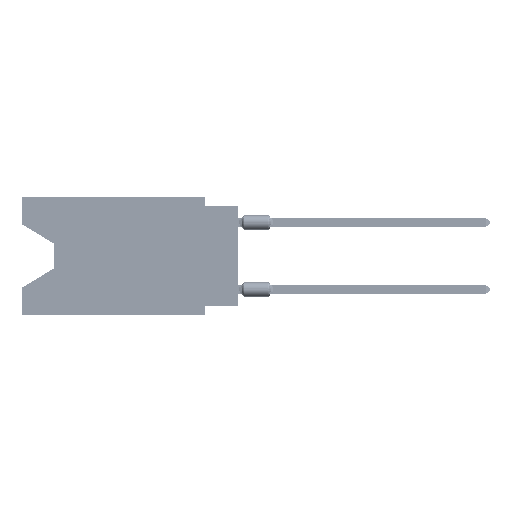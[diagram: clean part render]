
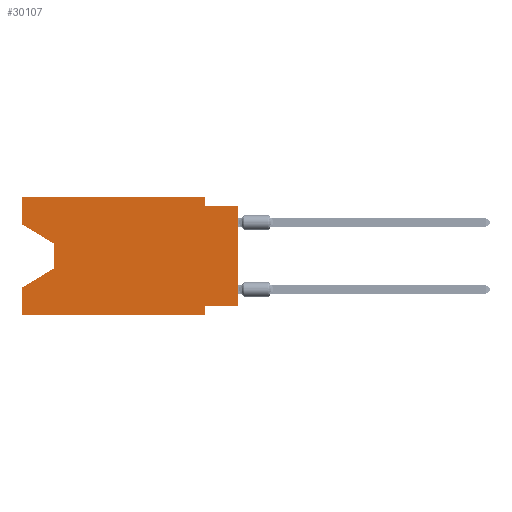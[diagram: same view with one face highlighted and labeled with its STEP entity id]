
A CAD part, left-side view. The second image highlights one B-rep face of the part: STEP entity #30107.
In plain terms, the highlighted planar face has unit normal (-1, 0, 0).
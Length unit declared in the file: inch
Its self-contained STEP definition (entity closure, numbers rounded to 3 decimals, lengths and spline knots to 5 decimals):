
#759 = EDGE_CURVE ( 'NONE', #79821, #73266, #2002, .T. ) ;
#1087 = VERTEX_POINT ( 'NONE', #32916 ) ;
#1237 = ORIENTED_EDGE ( 'NONE', *, *, #51644, .T. ) ;
#1276 = VECTOR ( 'NONE', #77247, 39.37008 ) ;
#2002 = LINE ( 'NONE', #27204, #13711 ) ;
#2079 = DIRECTION ( 'NONE',  ( 0., -0.855, -0.519 ) ) ;
#2893 = CARTESIAN_POINT ( 'NONE',  ( 0., 0.645, 0. ) ) ;
#3089 = CARTESIAN_POINT ( 'NONE',  ( 0., 0., 0. ) ) ;
#3216 = VECTOR ( 'NONE', #77653, 39.37008 ) ;
#4597 = DIRECTION ( 'NONE',  ( 0., -1., 0. ) ) ;
#5695 = VERTEX_POINT ( 'NONE', #26730 ) ;
#6021 = DIRECTION ( 'NONE',  ( 0., 0., 1. ) ) ;
#7458 = VECTOR ( 'NONE', #10094, 39.37008 ) ;
#7930 = CARTESIAN_POINT ( 'NONE',  ( 0., 0.55, -0.138 ) ) ;
#9184 = EDGE_CURVE ( 'NONE', #61140, #5695, #28753, .T. ) ;
#9235 = ORIENTED_EDGE ( 'NONE', *, *, #759, .T. ) ;
#9428 = VECTOR ( 'NONE', #65860, 39.37008 ) ;
#10094 = DIRECTION ( 'NONE',  ( 0., 0., 1. ) ) ;
#11210 = CARTESIAN_POINT ( 'NONE',  ( 0., 0.645, -0.35 ) ) ;
#11556 = VERTEX_POINT ( 'NONE', #71990 ) ;
#12248 = LINE ( 'NONE', #37420, #59234 ) ;
#13668 = AXIS2_PLACEMENT_3D ( 'NONE', #2893, #40079, #15691 ) ;
#13711 = VECTOR ( 'NONE', #77503, 39.37008 ) ;
#14893 = PLANE ( 'NONE',  #13668 ) ;
#14962 = VECTOR ( 'NONE', #2079, 39.37008 ) ;
#15691 = DIRECTION ( 'NONE',  ( 0., 0., -1. ) ) ;
#16553 = CARTESIAN_POINT ( 'NONE',  ( 0., 0., -0.025 ) ) ;
#16593 = CARTESIAN_POINT ( 'NONE',  ( 0., 0.645, 0. ) ) ;
#17383 = LINE ( 'NONE', #16553, #42069 ) ;
#17536 = EDGE_CURVE ( 'NONE', #62908, #30368, #12248, .T. ) ;
#17958 = ORIENTED_EDGE ( 'NONE', *, *, #56998, .F. ) ;
#20881 = LINE ( 'NONE', #70769, #75019 ) ;
#22587 = VERTEX_POINT ( 'NONE', #40277 ) ;
#23047 = ORIENTED_EDGE ( 'NONE', *, *, #79829, .T. ) ;
#24706 = DIRECTION ( 'NONE',  ( 0., 0., -1. ) ) ;
#25562 = ORIENTED_EDGE ( 'NONE', *, *, #73738, .F. ) ;
#26730 = CARTESIAN_POINT ( 'NONE',  ( 0., 0.1, -0.325 ) ) ;
#26751 = VERTEX_POINT ( 'NONE', #41847 ) ;
#27204 = CARTESIAN_POINT ( 'NONE',  ( 0., 0.55, -0.212 ) ) ;
#28753 = LINE ( 'NONE', #40726, #9428 ) ;
#28877 = CARTESIAN_POINT ( 'NONE',  ( 0., 0.645, -0.08025 ) ) ;
#30037 = EDGE_CURVE ( 'NONE', #62908, #22587, #46654, .T. ) ;
#30107 = ADVANCED_FACE ( 'NONE', ( #33877 ), #14893, .F. ) ;
#30213 = LINE ( 'NONE', #11210, #77890 ) ;
#30368 = VERTEX_POINT ( 'NONE', #32178 ) ;
#32114 = CARTESIAN_POINT ( 'NONE',  ( 0., 0.1, -0.35 ) ) ;
#32178 = CARTESIAN_POINT ( 'NONE',  ( 0., 0.645, 0. ) ) ;
#32283 = CARTESIAN_POINT ( 'NONE',  ( 0., 0., -0.325 ) ) ;
#32916 = CARTESIAN_POINT ( 'NONE',  ( 0., 0., -0.025 ) ) ;
#33877 = FACE_OUTER_BOUND ( 'NONE', #51393, .T. ) ;
#33935 = CARTESIAN_POINT ( 'NONE',  ( 0., 0.55, -0.212 ) ) ;
#34063 = DIRECTION ( 'NONE',  ( 0., 0., -1. ) ) ;
#35089 = CARTESIAN_POINT ( 'NONE',  ( 0., 0.645, -0.08025 ) ) ;
#37420 = CARTESIAN_POINT ( 'NONE',  ( 0., 0.645, 0. ) ) ;
#40079 = DIRECTION ( 'NONE',  ( 1., 0., 0. ) ) ;
#40277 = CARTESIAN_POINT ( 'NONE',  ( 0., 0.55, -0.138 ) ) ;
#40726 = CARTESIAN_POINT ( 'NONE',  ( 0., 0., -0.325 ) ) ;
#41310 = VERTEX_POINT ( 'NONE', #64788 ) ;
#41784 = DIRECTION ( 'NONE',  ( 0., 0., 1. ) ) ;
#41847 = CARTESIAN_POINT ( 'NONE',  ( 0., 0.1, 0. ) ) ;
#42069 = VECTOR ( 'NONE', #47930, 39.37008 ) ;
#43346 = ORIENTED_EDGE ( 'NONE', *, *, #30037, .T. ) ;
#44439 = ORIENTED_EDGE ( 'NONE', *, *, #65867, .F. ) ;
#46654 = LINE ( 'NONE', #35089, #14962 ) ;
#47386 = VECTOR ( 'NONE', #41784, 39.37008 ) ;
#47930 = DIRECTION ( 'NONE',  ( 0., -1., 0. ) ) ;
#51374 = VERTEX_POINT ( 'NONE', #55583 ) ;
#51393 = EDGE_LOOP ( 'NONE', ( #43346, #23047, #9235, #17958, #76498, #25562, #54266, #1237, #59175, #80937, #44439, #56263 ) ) ;
#51644 = EDGE_CURVE ( 'NONE', #61140, #1087, #73627, .T. ) ;
#52105 = LINE ( 'NONE', #7930, #1276 ) ;
#53325 = CARTESIAN_POINT ( 'NONE',  ( 0., 0.645, 0. ) ) ;
#54266 = ORIENTED_EDGE ( 'NONE', *, *, #9184, .F. ) ;
#55583 = CARTESIAN_POINT ( 'NONE',  ( 0., 0.645, -0.35 ) ) ;
#56263 = ORIENTED_EDGE ( 'NONE', *, *, #17536, .F. ) ;
#56998 = EDGE_CURVE ( 'NONE', #51374, #73266, #61139, .T. ) ;
#58690 = LINE ( 'NONE', #53325, #3216 ) ;
#59175 = ORIENTED_EDGE ( 'NONE', *, *, #78712, .F. ) ;
#59234 = VECTOR ( 'NONE', #6021, 39.37008 ) ;
#61139 = LINE ( 'NONE', #16593, #47386 ) ;
#61140 = VERTEX_POINT ( 'NONE', #32283 ) ;
#62908 = VERTEX_POINT ( 'NONE', #28877 ) ;
#64788 = CARTESIAN_POINT ( 'NONE',  ( 0., 0.1, -0.025 ) ) ;
#65860 = DIRECTION ( 'NONE',  ( 0., 1., 0. ) ) ;
#65867 = EDGE_CURVE ( 'NONE', #30368, #26751, #58690, .T. ) ;
#68035 = VECTOR ( 'NONE', #24706, 39.37008 ) ;
#70769 = CARTESIAN_POINT ( 'NONE',  ( 0., 0.1, 0. ) ) ;
#71195 = CARTESIAN_POINT ( 'NONE',  ( 0., 0.645, -0.26975 ) ) ;
#71990 = CARTESIAN_POINT ( 'NONE',  ( 0., 0.1, -0.35 ) ) ;
#72010 = EDGE_CURVE ( 'NONE', #26751, #41310, #20881, .T. ) ;
#73266 = VERTEX_POINT ( 'NONE', #71195 ) ;
#73627 = LINE ( 'NONE', #3089, #7458 ) ;
#73738 = EDGE_CURVE ( 'NONE', #5695, #11556, #81595, .T. ) ;
#75019 = VECTOR ( 'NONE', #34063, 39.37008 ) ;
#76498 = ORIENTED_EDGE ( 'NONE', *, *, #81185, .T. ) ;
#77247 = DIRECTION ( 'NONE',  ( 0., 0., -1. ) ) ;
#77503 = DIRECTION ( 'NONE',  ( 0., 0.855, -0.519 ) ) ;
#77653 = DIRECTION ( 'NONE',  ( 0., -1., 0. ) ) ;
#77890 = VECTOR ( 'NONE', #4597, 39.37008 ) ;
#78712 = EDGE_CURVE ( 'NONE', #41310, #1087, #17383, .T. ) ;
#79821 = VERTEX_POINT ( 'NONE', #33935 ) ;
#79829 = EDGE_CURVE ( 'NONE', #22587, #79821, #52105, .T. ) ;
#80937 = ORIENTED_EDGE ( 'NONE', *, *, #72010, .F. ) ;
#81185 = EDGE_CURVE ( 'NONE', #51374, #11556, #30213, .T. ) ;
#81595 = LINE ( 'NONE', #32114, #68035 ) ;
